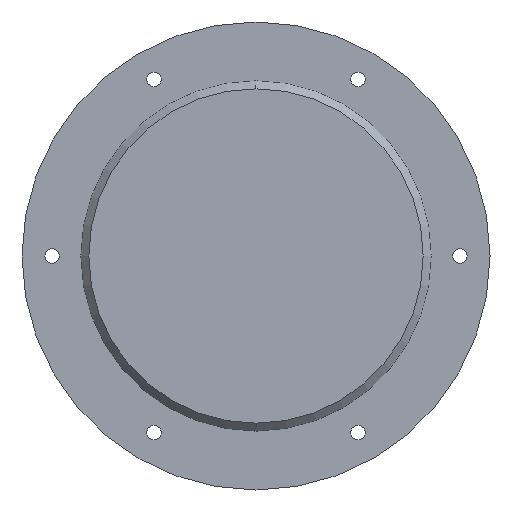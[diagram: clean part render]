
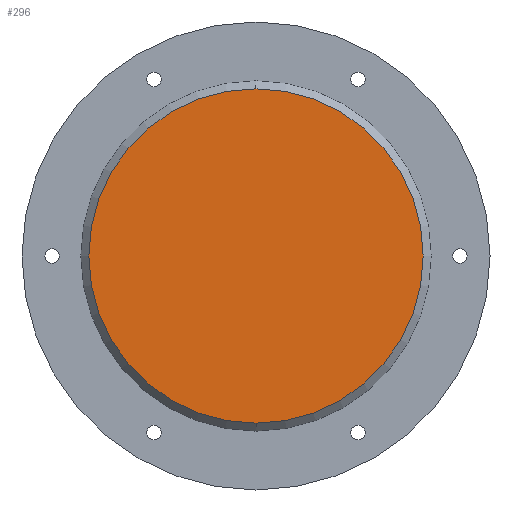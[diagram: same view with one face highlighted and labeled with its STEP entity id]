
A CAD part, left-side view. The second image highlights one B-rep face of the part: STEP entity #296.
In plain terms, the highlighted planar face has unit normal (-1, 0, 0).
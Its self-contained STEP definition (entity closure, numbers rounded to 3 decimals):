
#21 = DIRECTION ( 'NONE',  ( 0., 0., -1. ) ) ;
#23 = DIRECTION ( 'NONE',  ( 1., 0., 0. ) ) ;
#25 = PLANE ( 'NONE',  #370 ) ;
#30 = CARTESIAN_POINT ( 'NONE',  ( 25.673, 52.5, 0. ) ) ;
#207 = EDGE_CURVE ( 'NONE', #1402, #1381, #1341, .T. ) ;
#296 = ADVANCED_FACE ( 'NONE', ( #1158 ), #25, .F. ) ;
#370 = AXIS2_PLACEMENT_3D ( 'NONE', #30, #23, #21 ) ;
#384 = AXIS2_PLACEMENT_3D ( 'NONE', #488, #487, #486 ) ;
#462 = AXIS2_PLACEMENT_3D ( 'NONE', #1650, #1632, #1626 ) ;
#486 = DIRECTION ( 'NONE',  ( 0., 0., 1. ) ) ;
#487 = DIRECTION ( 'NONE',  ( -1., 0., 0. ) ) ;
#488 = CARTESIAN_POINT ( 'NONE',  ( 25.673, 0., 0. ) ) ;
#548 = CARTESIAN_POINT ( 'NONE',  ( 25.673, 0., 52.5 ) ) ;
#572 = CARTESIAN_POINT ( 'NONE',  ( 25.673, 0., -52.5 ) ) ;
#862 = ORIENTED_EDGE ( 'NONE', *, *, #1053, .T. ) ;
#893 = ORIENTED_EDGE ( 'NONE', *, *, #207, .T. ) ;
#1053 = EDGE_CURVE ( 'NONE', #1381, #1402, #1113, .T. ) ;
#1113 = CIRCLE ( 'NONE', #384, 52.5 ) ;
#1158 = FACE_OUTER_BOUND ( 'NONE', #1471, .T. ) ;
#1341 = CIRCLE ( 'NONE', #462, 52.5 ) ;
#1381 = VERTEX_POINT ( 'NONE', #572 ) ;
#1402 = VERTEX_POINT ( 'NONE', #548 ) ;
#1471 = EDGE_LOOP ( 'NONE', ( #862, #893 ) ) ;
#1626 = DIRECTION ( 'NONE',  ( 0., 0., 1. ) ) ;
#1632 = DIRECTION ( 'NONE',  ( -1., 0., 0. ) ) ;
#1650 = CARTESIAN_POINT ( 'NONE',  ( 25.673, 0., 0. ) ) ;
